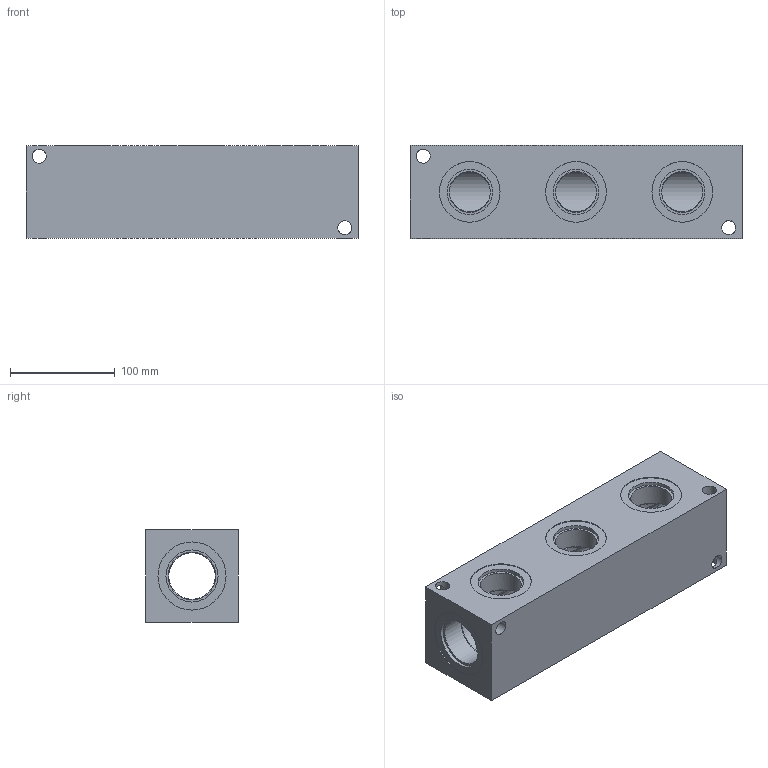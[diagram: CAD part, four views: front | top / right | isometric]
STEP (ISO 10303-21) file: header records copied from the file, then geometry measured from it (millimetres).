
FILE_DESCRIPTION((''),'2;1');
FILE_NAME('AH0000320S.stp','2014-01-14T15:57:26',('juliea'),(''),'Autodesk Inventor 2012','Autodesk Inventor 2012','');
FILE_SCHEMA(('AUTOMOTIVE_DESIGN { 1 0 10303 214 1 1 1 1 }'));
Length unit declared in the file: millimetre
Products named in the file (1): AH0000320S
Bounding box: 317.5 x 88.9 x 88.9 mm (x, y, z)
Volume: 1865336.1 mm3; surface area: 185509.5 mm2
Topology: 1 solids, 1 shells, 54 faces, 129 edges, 80 vertices
Faces by surface type: cylinder 30, plane 16, cone 8
Full cylindrical faces by diameter (mm): 13.487 x8, 39.218 x3, 43.51 x3, 44.45 x1, 45.568 x2, 49.809 x2, 57.963 x3, 65.151 x2
Entity records: 1643 total; most frequent: CARTESIAN_POINT 488, DIRECTION 236, ORIENTED_EDGE 186, AXIS2_PLACEMENT_3D 112, EDGE_LOOP 106, EDGE_CURVE 93, VERTEX_POINT 73, FACE_OUTER_BOUND 54
